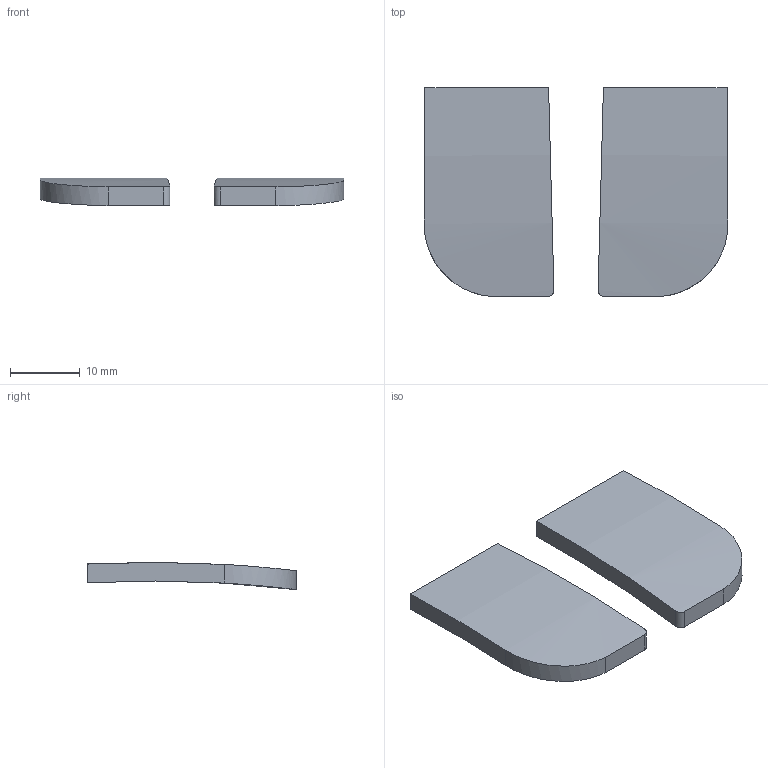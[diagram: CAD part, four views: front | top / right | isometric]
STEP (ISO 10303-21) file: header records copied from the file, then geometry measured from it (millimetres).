
FILE_DESCRIPTION (( 'STEP AP214' ), '1' );
FILE_NAME ('DT.2P. KTB2.STEP', '2023-01-23T08:33:30', ( '' ), ( '' ), 'SwSTEP 2.0', 'SolidWorks 2022', '' );
FILE_SCHEMA (( 'AUTOMOTIVE_DESIGN' ));
Length unit declared in the file: millimetre
Products named in the file (1): DT.2P. KTB2
Bounding box: 43.58 x 29.97 x 3.92 mm (x, y, z)
Volume: 2801.3 mm3; surface area: 2584.2 mm2
Topology: 2 solids, 2 shells, 18 faces, 42 edges, 28 vertices
Faces by surface type: cylinder 10, plane 8
Entity records: 841 total; most frequent: CARTESIAN_POINT 277, ORIENTED_EDGE 84, DIRECTION 52, EDGE_CURVE 42, VERTEX_POINT 28, UNCERTAINTY_MEASURE_WITH_UNIT 20, FILL_AREA_STYLE_COLOUR 19, PRESENTATION_STYLE_ASSIGNMENT 19
